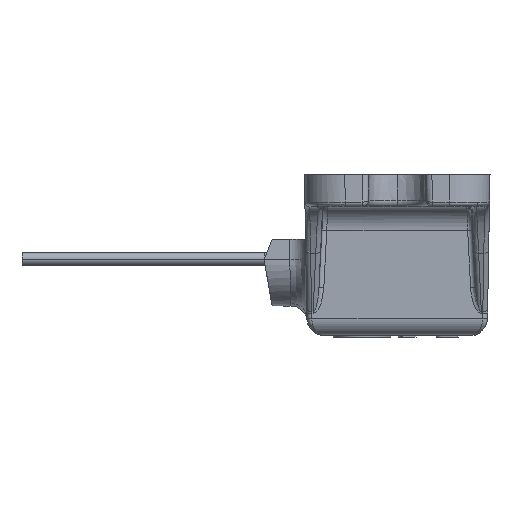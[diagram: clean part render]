
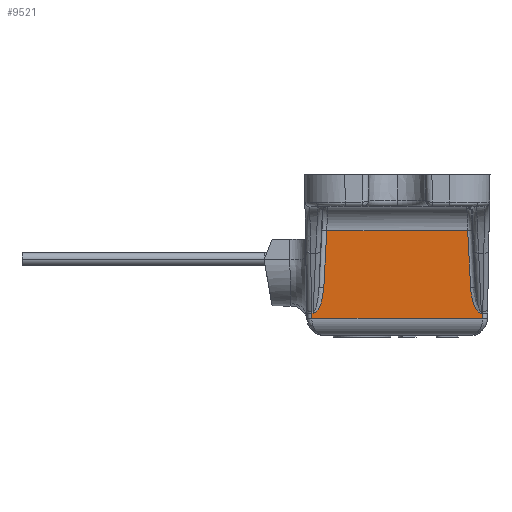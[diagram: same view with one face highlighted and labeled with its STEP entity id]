
A CAD part, left-side view. The second image highlights one B-rep face of the part: STEP entity #9521.
In plain terms, the highlighted planar face has unit normal (-1, 0, -0.018).
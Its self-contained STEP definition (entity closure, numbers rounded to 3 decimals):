
#53 = DIRECTION ( 'NONE',  ( 1., 0., 0.017 ) ) ;
#302 = CARTESIAN_POINT ( 'NONE',  ( -77.72, 10.421, -17.187 ) ) ;
#332 = CARTESIAN_POINT ( 'NONE',  ( -77.72, -9.847, -17.187 ) ) ;
#395 = ORIENTED_EDGE ( 'NONE', *, *, #10308, .T. ) ;
#594 = CARTESIAN_POINT ( 'NONE',  ( -77.72, 10.6, -17.187 ) ) ;
#691 = CARTESIAN_POINT ( 'NONE',  ( -77.899, -8.729, -6.948 ) ) ;
#884 = CARTESIAN_POINT ( 'NONE',  ( -77.898, -8.731, -6.978 ) ) ;
#1104 = LINE ( 'NONE', #3964, #7970 ) ;
#1308 = CARTESIAN_POINT ( 'NONE',  ( -77.72, -10.6, -17.187 ) ) ;
#1562 = CARTESIAN_POINT ( 'NONE',  ( -77.72, -10.421, -17.187 ) ) ;
#1792 = EDGE_CURVE ( 'NONE', #7393, #15550, #8615, .T. ) ;
#2129 = CARTESIAN_POINT ( 'NONE',  ( -77.72, -9.738, -17.187 ) ) ;
#2430 = VERTEX_POINT ( 'NONE', #302 ) ;
#2648 = DIRECTION ( 'NONE',  ( 0., -1., 0. ) ) ;
#2789 = LINE ( 'NONE', #6577, #9692 ) ;
#2843 = CARTESIAN_POINT ( 'NONE',  ( -77.72, 11.202, -17.187 ) ) ;
#3043 = VECTOR ( 'NONE', #11491, 1000. ) ;
#3208 = FACE_OUTER_BOUND ( 'NONE', #14333, .T. ) ;
#3400 = EDGE_CURVE ( 'NONE', #9705, #14314, #9250, .T. ) ;
#3730 = CARTESIAN_POINT ( 'NONE',  ( -77.776, 9.096, -13.98 ) ) ;
#3964 = CARTESIAN_POINT ( 'NONE',  ( -77.708, -10.551, -17.838 ) ) ;
#4312 = ORIENTED_EDGE ( 'NONE', *, *, #13803, .T. ) ;
#4754 = CARTESIAN_POINT ( 'NONE',  ( -77.72, -10.421, -17.187 ) ) ;
#5044 = EDGE_CURVE ( 'NONE', #14314, #2430, #8938, .T. ) ;
#5259 = CARTESIAN_POINT ( 'NONE',  ( -77.721, 9.258, -17.105 ) ) ;
#5421 = LINE ( 'NONE', #2843, #8470 ) ;
#5497 = LINE ( 'NONE', #6744, #15450 ) ;
#5789 = VERTEX_POINT ( 'NONE', #1308 ) ;
#5936 = ORIENTED_EDGE ( 'NONE', *, *, #8364, .T. ) ;
#6230 = ORIENTED_EDGE ( 'NONE', *, *, #5044, .T. ) ;
#6577 = CARTESIAN_POINT ( 'NONE',  ( -77.722, -10.602, -17.064 ) ) ;
#6744 = CARTESIAN_POINT ( 'NONE',  ( -77.899, -12.5, -6.948 ) ) ;
#6884 = LINE ( 'NONE', #332, #9935 ) ;
#7334 = DIRECTION ( 'NONE',  ( -0.017, 0.052, 0.998 ) ) ;
#7335 = LINE ( 'NONE', #884, #10775 ) ;
#7393 = VERTEX_POINT ( 'NONE', #1562 ) ;
#7523 = VERTEX_POINT ( 'NONE', #594 ) ;
#7653 = VERTEX_POINT ( 'NONE', #12456 ) ;
#7656 = CARTESIAN_POINT ( 'NONE',  ( -77.72, 10.421, -17.187 ) ) ;
#7772 = CARTESIAN_POINT ( 'NONE',  ( -77.708, -10.589, -17.838 ) ) ;
#7803 = EDGE_CURVE ( 'NONE', #7523, #7653, #13394, .T. ) ;
#7815 = CARTESIAN_POINT ( 'NONE',  ( -77.95, -12.5, -4. ) ) ;
#7970 = VECTOR ( 'NONE', #2648, 1000. ) ;
#8364 = EDGE_CURVE ( 'NONE', #5789, #7393, #6884, .T. ) ;
#8470 = VECTOR ( 'NONE', #11817, 1000. ) ;
#8613 = ORIENTED_EDGE ( 'NONE', *, *, #1792, .T. ) ;
#8615 =( BOUNDED_CURVE ( )  B_SPLINE_CURVE ( 3, ( #4754, #2129, #10851, #13820 ),
 .UNSPECIFIED., .F., .F. ) 
 B_SPLINE_CURVE_WITH_KNOTS ( ( 4, 4 ),
 ( 0.016, 1.551 ),
 .UNSPECIFIED. ) 
 CURVE ( )  GEOMETRIC_REPRESENTATION_ITEM ( )  RATIONAL_B_SPLINE_CURVE ( ( 1., 0.813, 0.813, 1. ) ) 
 REPRESENTATION_ITEM ( '' )  );
#8862 = VECTOR ( 'NONE', #15637, 1000. ) ;
#8938 =( BOUNDED_CURVE ( )  B_SPLINE_CURVE ( 3, ( #3730, #10227, #15425, #7656 ),
 .UNSPECIFIED., .F., .T. ) 
 B_SPLINE_CURVE_WITH_KNOTS ( ( 4, 4 ),
 ( 4.732, 6.267 ),
 .UNSPECIFIED. ) 
 CURVE ( )  GEOMETRIC_REPRESENTATION_ITEM ( )  RATIONAL_B_SPLINE_CURVE ( ( 1., 0.813, 0.813, 1. ) ) 
 REPRESENTATION_ITEM ( '' )  );
#9139 = DIRECTION ( 'NONE',  ( 0.017, 0., -1. ) ) ;
#9250 = LINE ( 'NONE', #5259, #8862 ) ;
#9521 = ADVANCED_FACE ( 'NONE', ( #3208 ), #14286, .F. ) ;
#9692 = VECTOR ( 'NONE', #15655, 1000. ) ;
#9705 = VERTEX_POINT ( 'NONE', #15074 ) ;
#9935 = VECTOR ( 'NONE', #13154, 1000. ) ;
#10193 = CARTESIAN_POINT ( 'NONE',  ( -77.671, 10.551, -19.99 ) ) ;
#10227 = CARTESIAN_POINT ( 'NONE',  ( -77.743, 9.194, -15.872 ) ) ;
#10231 = EDGE_CURVE ( 'NONE', #16347, #5789, #2789, .T. ) ;
#10308 = EDGE_CURVE ( 'NONE', #2430, #7523, #5421, .T. ) ;
#10603 = DIRECTION ( 'NONE',  ( 0., -1., 0. ) ) ;
#10775 = VECTOR ( 'NONE', #7334, 1000. ) ;
#10851 = CARTESIAN_POINT ( 'NONE',  ( -77.743, -9.194, -15.872 ) ) ;
#10898 = AXIS2_PLACEMENT_3D ( 'NONE', #7815, #53, #9139 ) ;
#11196 = EDGE_CURVE ( 'NONE', #7653, #16347, #1104, .T. ) ;
#11491 = DIRECTION ( 'NONE',  ( 0.017, -0.017, -1. ) ) ;
#11817 = DIRECTION ( 'NONE',  ( 0., 1., 0. ) ) ;
#12220 = CARTESIAN_POINT ( 'NONE',  ( -77.776, -9.096, -13.98 ) ) ;
#12279 = CARTESIAN_POINT ( 'NONE',  ( -77.776, 9.096, -13.98 ) ) ;
#12456 = CARTESIAN_POINT ( 'NONE',  ( -77.708, 10.589, -17.838 ) ) ;
#12842 = EDGE_CURVE ( 'NONE', #9705, #15981, #5497, .T. ) ;
#13154 = DIRECTION ( 'NONE',  ( 0., 1., 0. ) ) ;
#13394 = LINE ( 'NONE', #10193, #3043 ) ;
#13600 = ORIENTED_EDGE ( 'NONE', *, *, #10231, .T. ) ;
#13803 = EDGE_CURVE ( 'NONE', #15550, #15981, #7335, .T. ) ;
#13820 = CARTESIAN_POINT ( 'NONE',  ( -77.776, -9.096, -13.98 ) ) ;
#14239 = ORIENTED_EDGE ( 'NONE', *, *, #3400, .T. ) ;
#14286 = PLANE ( 'NONE',  #10898 ) ;
#14314 = VERTEX_POINT ( 'NONE', #12279 ) ;
#14333 = EDGE_LOOP ( 'NONE', ( #4312, #16785, #14239, #6230, #395, #16180, #14989, #13600, #5936, #8613 ) ) ;
#14989 = ORIENTED_EDGE ( 'NONE', *, *, #11196, .T. ) ;
#15074 = CARTESIAN_POINT ( 'NONE',  ( -77.899, 8.729, -6.948 ) ) ;
#15425 = CARTESIAN_POINT ( 'NONE',  ( -77.72, 9.738, -17.187 ) ) ;
#15450 = VECTOR ( 'NONE', #10603, 1000. ) ;
#15550 = VERTEX_POINT ( 'NONE', #12220 ) ;
#15637 = DIRECTION ( 'NONE',  ( 0.017, 0.052, -0.998 ) ) ;
#15655 = DIRECTION ( 'NONE',  ( -0.017, -0.017, 1. ) ) ;
#15981 = VERTEX_POINT ( 'NONE', #691 ) ;
#16180 = ORIENTED_EDGE ( 'NONE', *, *, #7803, .T. ) ;
#16347 = VERTEX_POINT ( 'NONE', #7772 ) ;
#16785 = ORIENTED_EDGE ( 'NONE', *, *, #12842, .F. ) ;
